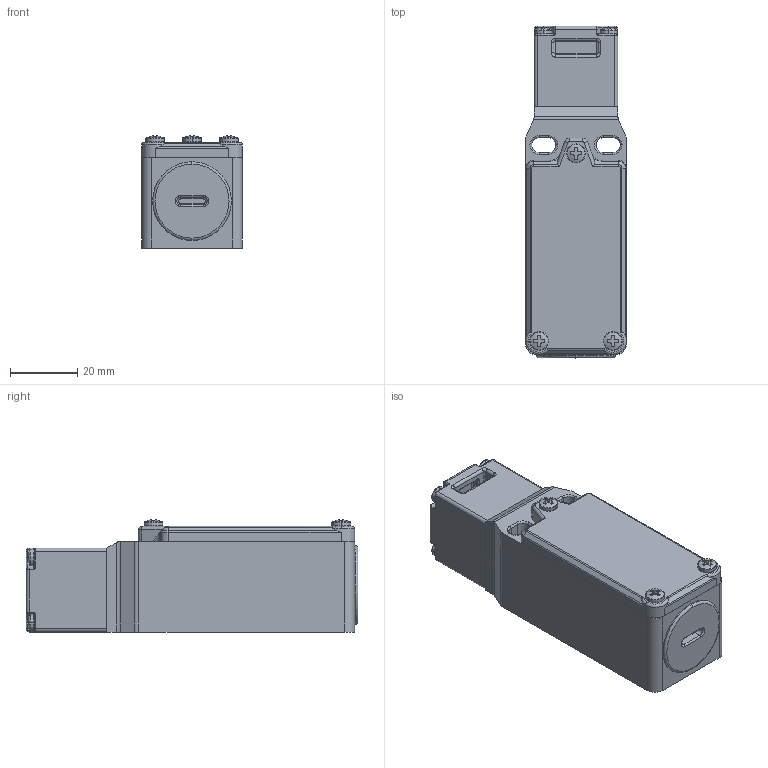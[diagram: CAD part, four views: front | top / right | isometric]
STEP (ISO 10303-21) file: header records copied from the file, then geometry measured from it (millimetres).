
FILE_DESCRIPTION (( 'STEP AP214' ), '1' );
FILE_NAME ('MK1-SS-224003.STEP', '2015-08-11T15:01:11', ( '' ), ( '' ), 'SwSTEP 2.0', 'SolidWorks 2014', '' );
FILE_SCHEMA (( 'AUTOMOTIVE_DESIGN' ));
Length unit declared in the file: inch
Products named in the file (1): MK1-SS-224003
Bounding box: 30 x 99 x 33.44 mm (x, y, z)
Volume: 37331.2 mm3; surface area: 31410.9 mm2
Topology: 12 solids, 12 shells, 1178 faces, 2872 edges, 1706 vertices
Faces by surface type: cylinder 474, plane 346, torus 216, cone 74, sphere 38, bspline 30
Entity records: 36305 total; most frequent: CARTESIAN_POINT 8253, DIRECTION 6296, ORIENTED_EDGE 5630, EDGE_CURVE 2815, AXIS2_PLACEMENT_3D 2514, VERTEX_POINT 1699, CIRCLE 1365, VECTOR 1268
